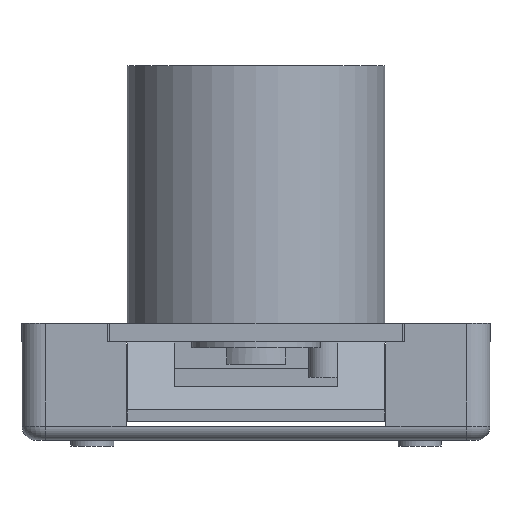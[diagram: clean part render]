
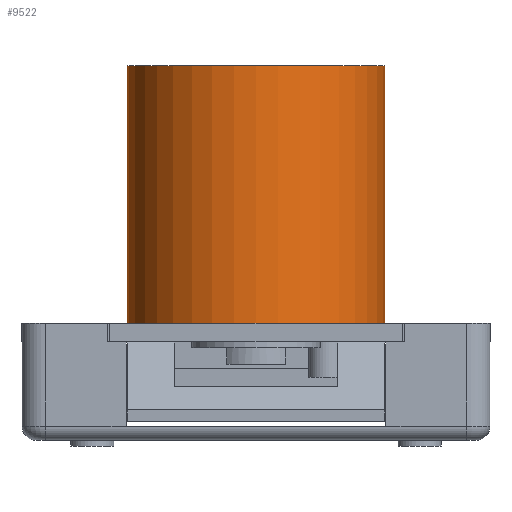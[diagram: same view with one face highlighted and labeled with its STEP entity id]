
A CAD part, front view. The second image highlights one B-rep face of the part: STEP entity #9522.
In plain terms, the highlighted cylindrical face has radius 11 mm (diameter 22 mm), a partial arc.
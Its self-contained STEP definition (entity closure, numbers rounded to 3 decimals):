
#220 = CYLINDRICAL_SURFACE ( 'NONE', #10772, 11. ) ;
#430 = DIRECTION ( 'NONE',  ( 1., 0., 0. ) ) ;
#1013 = CIRCLE ( 'NONE', #2655, 11. ) ;
#1297 = ORIENTED_EDGE ( 'NONE', *, *, #9566, .F. ) ;
#2333 = CARTESIAN_POINT ( 'NONE',  ( 11., 0., -22. ) ) ;
#2519 = CARTESIAN_POINT ( 'NONE',  ( 11., 0., 0. ) ) ;
#2655 = AXIS2_PLACEMENT_3D ( 'NONE', #5858, #9154, #5063 ) ;
#2962 = LINE ( 'NONE', #7304, #4761 ) ;
#3000 = CARTESIAN_POINT ( 'NONE',  ( 0., 0., -22. ) ) ;
#3178 = DIRECTION ( 'NONE',  ( 0., 0., 1. ) ) ;
#3330 = DIRECTION ( 'NONE',  ( 0., 0., 1. ) ) ;
#3495 = VECTOR ( 'NONE', #3178, 1000. ) ;
#4110 = VERTEX_POINT ( 'NONE', #2519 ) ;
#4344 = CARTESIAN_POINT ( 'NONE',  ( -11., 0., -22. ) ) ;
#4378 = DIRECTION ( 'NONE',  ( 1., 0., 0. ) ) ;
#4753 = ORIENTED_EDGE ( 'NONE', *, *, #6880, .F. ) ;
#4761 = VECTOR ( 'NONE', #3330, 1000. ) ;
#4868 = FACE_OUTER_BOUND ( 'NONE', #7031, .T. ) ;
#5063 = DIRECTION ( 'NONE',  ( 1., 0., 0. ) ) ;
#5159 = DIRECTION ( 'NONE',  ( 0., 0., 1. ) ) ;
#5858 = CARTESIAN_POINT ( 'NONE',  ( 0., 0., 0. ) ) ;
#5970 = CARTESIAN_POINT ( 'NONE',  ( 11., 0., -22. ) ) ;
#6194 = AXIS2_PLACEMENT_3D ( 'NONE', #10119, #5159, #4378 ) ;
#6229 = CARTESIAN_POINT ( 'NONE',  ( -11., 0., 0. ) ) ;
#6536 = CIRCLE ( 'NONE', #6194, 11. ) ;
#6880 = EDGE_CURVE ( 'NONE', #10129, #8929, #2962, .T. ) ;
#6909 = EDGE_CURVE ( 'NONE', #9714, #4110, #10115, .T. ) ;
#7031 = EDGE_LOOP ( 'NONE', ( #4753, #9761, #10682, #1297 ) ) ;
#7304 = CARTESIAN_POINT ( 'NONE',  ( -11., 0., -22. ) ) ;
#8929 = VERTEX_POINT ( 'NONE', #6229 ) ;
#9154 = DIRECTION ( 'NONE',  ( 0., 0., 1. ) ) ;
#9522 = ADVANCED_FACE ( 'NONE', ( #4868 ), #220, .T. ) ;
#9566 = EDGE_CURVE ( 'NONE', #8929, #4110, #1013, .T. ) ;
#9714 = VERTEX_POINT ( 'NONE', #5970 ) ;
#9761 = ORIENTED_EDGE ( 'NONE', *, *, #9936, .T. ) ;
#9936 = EDGE_CURVE ( 'NONE', #10129, #9714, #6536, .T. ) ;
#10115 = LINE ( 'NONE', #2333, #3495 ) ;
#10119 = CARTESIAN_POINT ( 'NONE',  ( 0., 0., -22. ) ) ;
#10129 = VERTEX_POINT ( 'NONE', #4344 ) ;
#10379 = DIRECTION ( 'NONE',  ( 0., 0., 1. ) ) ;
#10682 = ORIENTED_EDGE ( 'NONE', *, *, #6909, .T. ) ;
#10772 = AXIS2_PLACEMENT_3D ( 'NONE', #3000, #10379, #430 ) ;
